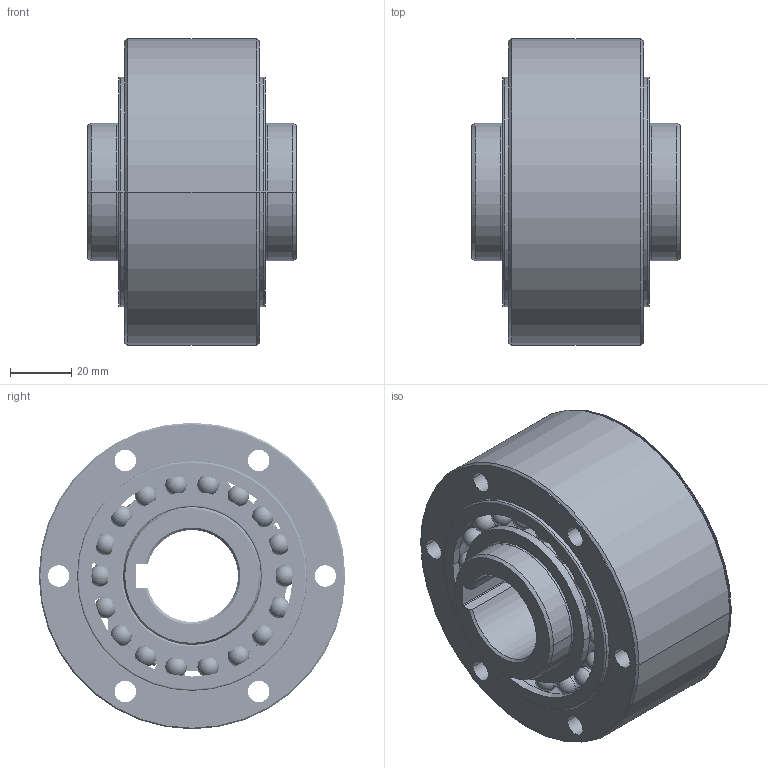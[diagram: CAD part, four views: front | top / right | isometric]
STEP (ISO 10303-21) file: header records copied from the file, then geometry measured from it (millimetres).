
FILE_DESCRIPTION((''),'2;1');
FILE_NAME('_CGS_TEMP_IGS','2023-05-19T',('SYSTEM'),(''),'PRO/ENGINEER BY PARAMETRIC TECHNOLOGY CORPORATION, 2016360','PRO/ENGINEER BY PARAMETRIC TECHNOLOGY CORPORATION, 2016360','');
FILE_SCHEMA(('AUTOMOTIVE_DESIGN { 1 0 10303 214 1 1 1 1 }'));
Length unit declared in the file: inch
Products named in the file (1): _CGS_TEMP_IGS
Bounding box: 68 x 100 x 100 mm (x, y, z)
Volume: 291758.1 mm3; surface area: 84287.8 mm2
Topology: 58 solids, 62 shells, 553 faces, 1371 edges, 798 vertices
Faces by surface type: cylinder 142, plane 125, sphere 108, cone 74, bspline 60, torus 44
Entity records: 27572 total; most frequent: CARTESIAN_POINT 14868, DIRECTION 2829, ORIENTED_EDGE 2414, AXIS2_PLACEMENT_3D 1273, EDGE_CURVE 1207, VERTEX_POINT 798, CIRCLE 780, EDGE_LOOP 607
